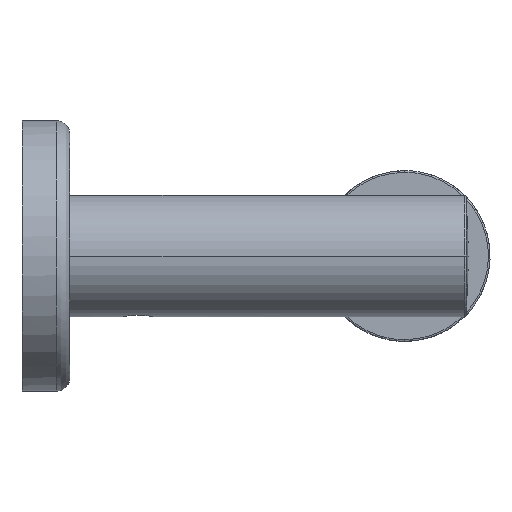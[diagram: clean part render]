
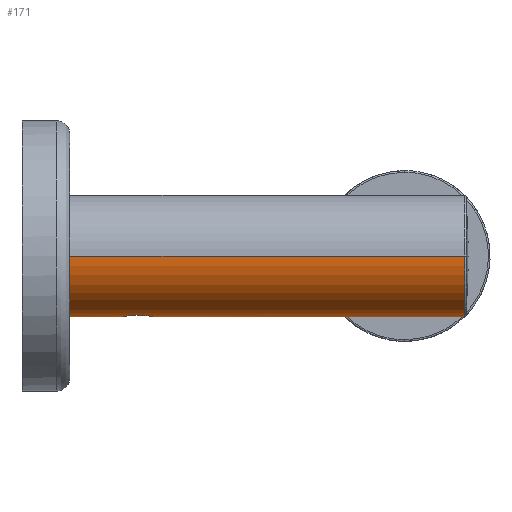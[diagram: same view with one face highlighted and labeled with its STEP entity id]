
A CAD part, left-side view. The second image highlights one B-rep face of the part: STEP entity #171.
In plain terms, the highlighted cylindrical face has radius 8.9 mm (diameter 17.8 mm), a partial arc.
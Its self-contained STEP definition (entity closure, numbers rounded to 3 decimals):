
#171=ADVANCED_FACE('',(#324,#270),#2005,.T.);
#270=FACE_BOUND('',#454,.T.);
#324=FACE_OUTER_BOUND('',#453,.T.);
#453=EDGE_LOOP('',(#697,#698,#699,#700,#701,#702));
#454=EDGE_LOOP('',(#703,#704));
#697=ORIENTED_EDGE('',*,*,#1191,.F.);
#698=ORIENTED_EDGE('',*,*,#1194,.T.);
#699=ORIENTED_EDGE('',*,*,#1193,.F.);
#700=ORIENTED_EDGE('',*,*,#1198,.T.);
#701=ORIENTED_EDGE('',*,*,#1229,.F.);
#702=ORIENTED_EDGE('',*,*,#1230,.F.);
#703=ORIENTED_EDGE('',*,*,#1220,.T.);
#704=ORIENTED_EDGE('',*,*,#1217,.T.);
#1191=EDGE_CURVE('',#1776,#1798,#1468,.T.);
#1193=EDGE_CURVE('',#1780,#1775,#1469,.T.);
#1194=EDGE_CURVE('',#1776,#1775,#1592,.T.);
#1198=EDGE_CURVE('',#1780,#1779,#1472,.T.);
#1217=EDGE_CURVE('',#1781,#1782,#1483,.T.);
#1220=EDGE_CURVE('',#1782,#1781,#1486,.T.);
#1229=EDGE_CURVE('',#1797,#1779,#1492,.T.);
#1230=EDGE_CURVE('',#1798,#1797,#1605,.T.);
#1468=B_SPLINE_CURVE_WITH_KNOTS('',1,(#3283,#3284),.UNSPECIFIED.,.F.,.F.,
(2,2),(-58.,-0.234),.UNSPECIFIED.);
#1469=B_SPLINE_CURVE_WITH_KNOTS('',1,(#3290,#3291),.UNSPECIFIED.,.F.,.F.,
(2,2),(-43.9,0.),.UNSPECIFIED.);
#1472=B_SPLINE_CURVE_WITH_KNOTS('',3,(#3304,#3305,#3306,#3307,#3308,#3309,
#3310,#3311,#3312,#3313,#3314,#3315,#3316,#3317,#3318,#3319,#3320,#3321,
#3322,#3323),.UNSPECIFIED.,.F.,.F.,(4,1,1,1,1,1,1,1,1,1,1,1,1,1,1,1,1,4),
(0.,0.97,1.94,2.91,3.88,
4.85,5.82,6.79,7.76,8.73,
9.7,10.67,11.64,12.61,13.58,
14.55,15.52,16.49),.UNSPECIFIED.);
#1483=B_SPLINE_CURVE_WITH_KNOTS('',3,(#3430,#3431,#3432,#3433,#3434,#3435,
#3436,#3437,#3438,#3439,#3440,#3441,#3442,#3443,#3444,#3445),
 .UNSPECIFIED.,.F.,.F.,(4,1,1,1,1,1,1,1,1,1,1,1,1,4),(0.,0.513,
1.026,1.539,2.052,2.565,3.078,
3.591,4.103,4.616,5.129,5.642,
6.155,6.668),.UNSPECIFIED.);
#1486=B_SPLINE_CURVE_WITH_KNOTS('',3,(#3464,#3465,#3466,#3467,#3468,#3469,
#3470,#3471,#3472,#3473,#3474,#3475,#3476,#3477,#3478,#3479),
 .UNSPECIFIED.,.F.,.F.,(4,1,1,1,1,1,1,1,1,1,1,1,1,4),(0.,0.513,
1.026,1.539,2.052,2.565,3.078,
3.591,4.103,4.616,5.129,5.642,
6.155,6.668),.UNSPECIFIED.);
#1492=B_SPLINE_CURVE_WITH_KNOTS('',1,(#3519,#3520),.UNSPECIFIED.,.F.,.F.,
(2,2),(-3.666,0.),.UNSPECIFIED.);
#1592=(
BOUNDED_CURVE()
B_SPLINE_CURVE(2,(#3292,#3293,#3294,#3295,#3296),.UNSPECIFIED.,.F.,.F.)
B_SPLINE_CURVE_WITH_KNOTS((3,2,3),(-27.96,-13.98,
0.),.UNSPECIFIED.)
CURVE()
GEOMETRIC_REPRESENTATION_ITEM()
RATIONAL_B_SPLINE_CURVE((1.,0.707,1.,0.707,1.))
REPRESENTATION_ITEM('')
);
#1605=(
BOUNDED_CURVE()
B_SPLINE_CURVE(2,(#3521,#3522,#3523,#3524,#3525),.UNSPECIFIED.,.F.,.F.)
B_SPLINE_CURVE_WITH_KNOTS((3,2,3),(0.,13.587,
27.174),.UNSPECIFIED.)
CURVE()
GEOMETRIC_REPRESENTATION_ITEM()
RATIONAL_B_SPLINE_CURVE((1.,0.707,1.,0.707,1.))
REPRESENTATION_ITEM('')
);
#1775=VERTEX_POINT('',#3257);
#1776=VERTEX_POINT('',#3258);
#1779=VERTEX_POINT('',#3261);
#1780=VERTEX_POINT('',#3262);
#1781=VERTEX_POINT('',#3263);
#1782=VERTEX_POINT('',#3264);
#1797=VERTEX_POINT('',#3279);
#1798=VERTEX_POINT('',#3280);
#2005=CYLINDRICAL_SURFACE('',#2330,8.9);
#2330=AXIS2_PLACEMENT_3D('',#3202,#2458,$);
#2458=DIRECTION('',(1.,0.,0.));
#3202=CARTESIAN_POINT('',(0.,0.,0.));
#3257=CARTESIAN_POINT('',(-29.,8.9,0.));
#3258=CARTESIAN_POINT('',(-29.,-8.9,0.));
#3261=CARTESIAN_POINT('',(25.1,8.9,0.));
#3262=CARTESIAN_POINT('',(14.9,8.9,0.));
#3263=CARTESIAN_POINT('',(-16.9,0.,-8.9));
#3264=CARTESIAN_POINT('',(-21.1,0.,-8.9));
#3279=CARTESIAN_POINT('',(28.766,8.9,0.));
#3280=CARTESIAN_POINT('',(28.766,-8.9,0.));
#3283=CARTESIAN_POINT('',(-29.,-8.9,0.));
#3284=CARTESIAN_POINT('',(28.766,-8.9,0.));
#3290=CARTESIAN_POINT('',(14.9,8.9,0.));
#3291=CARTESIAN_POINT('',(-29.,8.9,0.));
#3292=CARTESIAN_POINT('',(-29.,-8.9,0.));
#3293=CARTESIAN_POINT('',(-29.,-8.9,-8.9));
#3294=CARTESIAN_POINT('',(-29.,0.,-8.9));
#3295=CARTESIAN_POINT('',(-29.,8.9,-8.9));
#3296=CARTESIAN_POINT('',(-29.,8.9,0.));
#3304=CARTESIAN_POINT('',(14.9,8.9,0.));
#3305=CARTESIAN_POINT('',(14.9,8.9,-0.29));
#3306=CARTESIAN_POINT('',(14.95,8.871,-0.882));
#3307=CARTESIAN_POINT('',(15.185,8.738,-1.769));
#3308=CARTESIAN_POINT('',(15.603,8.513,-2.639));
#3309=CARTESIAN_POINT('',(16.139,8.246,-3.379));
#3310=CARTESIAN_POINT('',(16.9,7.912,-4.097));
#3311=CARTESIAN_POINT('',(17.791,7.606,-4.629));
#3312=CARTESIAN_POINT('',(18.644,7.4,-4.948));
#3313=CARTESIAN_POINT('',(19.632,7.283,-5.116));
#3314=CARTESIAN_POINT('',(20.504,7.293,-5.101));
#3315=CARTESIAN_POINT('',(21.418,7.415,-4.925));
#3316=CARTESIAN_POINT('',(22.173,7.6,-4.638));
#3317=CARTESIAN_POINT('',(22.965,7.862,-4.187));
#3318=CARTESIAN_POINT('',(23.713,8.177,-3.541));
#3319=CARTESIAN_POINT('',(24.316,8.471,-2.778));
#3320=CARTESIAN_POINT('',(24.79,8.724,-1.852));
#3321=CARTESIAN_POINT('',(25.055,8.874,-0.874));
#3322=CARTESIAN_POINT('',(25.1,8.9,-0.281));
#3323=CARTESIAN_POINT('',(25.1,8.9,0.));
#3430=CARTESIAN_POINT('',(-16.9,0.,-8.9));
#3431=CARTESIAN_POINT('',(-16.9,0.165,-8.9));
#3432=CARTESIAN_POINT('',(-16.939,0.499,-8.891));
#3433=CARTESIAN_POINT('',(-17.121,0.985,-8.849));
#3434=CARTESIAN_POINT('',(-17.419,1.412,-8.79));
#3435=CARTESIAN_POINT('',(-17.795,1.744,-8.729));
#3436=CARTESIAN_POINT('',(-18.253,1.985,-8.677));
#3437=CARTESIAN_POINT('',(-18.746,2.105,-8.648));
#3438=CARTESIAN_POINT('',(-19.249,2.105,-8.648));
#3439=CARTESIAN_POINT('',(-19.735,1.989,-8.676));
#3440=CARTESIAN_POINT('',(-20.189,1.755,-8.727));
#3441=CARTESIAN_POINT('',(-20.572,1.424,-8.788));
#3442=CARTESIAN_POINT('',(-20.876,0.993,-8.849));
#3443=CARTESIAN_POINT('',(-21.061,0.5,-8.891));
#3444=CARTESIAN_POINT('',(-21.1,0.165,-8.9));
#3445=CARTESIAN_POINT('',(-21.1,0.,-8.9));
#3464=CARTESIAN_POINT('',(-21.1,0.,-8.9));
#3465=CARTESIAN_POINT('',(-21.1,-0.165,-8.9));
#3466=CARTESIAN_POINT('',(-21.061,-0.499,-8.891));
#3467=CARTESIAN_POINT('',(-20.879,-0.985,-8.849));
#3468=CARTESIAN_POINT('',(-20.581,-1.412,-8.79));
#3469=CARTESIAN_POINT('',(-20.205,-1.744,-8.729));
#3470=CARTESIAN_POINT('',(-19.747,-1.985,-8.677));
#3471=CARTESIAN_POINT('',(-19.254,-2.105,-8.648));
#3472=CARTESIAN_POINT('',(-18.751,-2.105,-8.648));
#3473=CARTESIAN_POINT('',(-18.265,-1.989,-8.676));
#3474=CARTESIAN_POINT('',(-17.811,-1.755,-8.727));
#3475=CARTESIAN_POINT('',(-17.428,-1.424,-8.788));
#3476=CARTESIAN_POINT('',(-17.124,-0.993,-8.849));
#3477=CARTESIAN_POINT('',(-16.939,-0.5,-8.891));
#3478=CARTESIAN_POINT('',(-16.9,-0.165,-8.9));
#3479=CARTESIAN_POINT('',(-16.9,0.,-8.9));
#3519=CARTESIAN_POINT('',(28.766,8.9,0.));
#3520=CARTESIAN_POINT('',(25.1,8.9,0.));
#3521=CARTESIAN_POINT('',(28.766,-8.9,0.));
#3522=CARTESIAN_POINT('',(28.766,-8.9,-8.9));
#3523=CARTESIAN_POINT('',(28.766,0.,-8.9));
#3524=CARTESIAN_POINT('',(28.766,8.9,-8.9));
#3525=CARTESIAN_POINT('',(28.766,8.9,0.));
